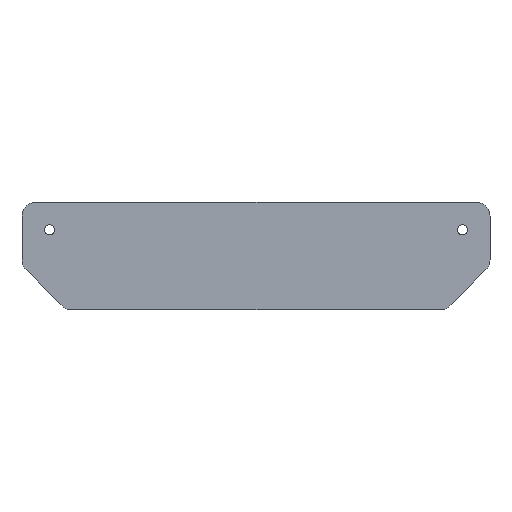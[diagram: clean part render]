
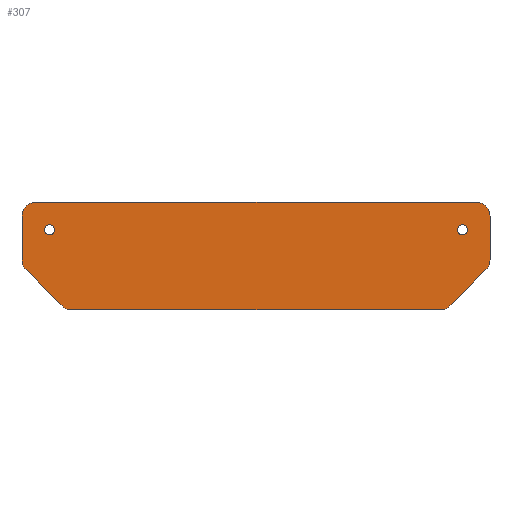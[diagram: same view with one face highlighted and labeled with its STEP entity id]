
A CAD part, top view. The second image highlights one B-rep face of the part: STEP entity #307.
In plain terms, the highlighted planar face has unit normal (0, 0, 1).
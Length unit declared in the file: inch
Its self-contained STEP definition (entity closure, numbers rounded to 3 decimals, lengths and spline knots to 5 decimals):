
#15=FACE_BOUND('',#58,.T.);
#16=FACE_BOUND('',#59,.T.);
#25=PLANE('',#353);
#41=FACE_OUTER_BOUND('',#57,.T.);
#57=EDGE_LOOP('',(#257,#258,#259,#260,#261,#262,#263,#264,#265,#266,#267,
#268));
#58=EDGE_LOOP('',(#269));
#59=EDGE_LOOP('',(#270));
#67=LINE('',#467,#93);
#71=LINE('',#479,#97);
#75=LINE('',#491,#101);
#79=LINE('',#503,#105);
#83=LINE('',#515,#109);
#87=LINE('',#527,#113);
#93=VECTOR('',#375,0.3937);
#97=VECTOR('',#387,0.3937);
#101=VECTOR('',#399,0.3937);
#105=VECTOR('',#411,0.3937);
#109=VECTOR('',#423,0.3937);
#113=VECTOR('',#435,0.3937);
#115=CIRCLE('',#324,0.0915);
#117=CIRCLE('',#327,0.0915);
#120=CIRCLE('',#332,0.25);
#122=CIRCLE('',#336,0.25);
#124=CIRCLE('',#340,0.25);
#126=CIRCLE('',#344,0.25);
#128=CIRCLE('',#348,0.25);
#130=CIRCLE('',#352,0.25);
#131=VERTEX_POINT('',#449);
#133=VERTEX_POINT('',#455);
#137=VERTEX_POINT('',#464);
#138=VERTEX_POINT('',#466);
#140=VERTEX_POINT('',#472);
#142=VERTEX_POINT('',#478);
#144=VERTEX_POINT('',#484);
#146=VERTEX_POINT('',#490);
#148=VERTEX_POINT('',#496);
#150=VERTEX_POINT('',#502);
#152=VERTEX_POINT('',#508);
#154=VERTEX_POINT('',#514);
#156=VERTEX_POINT('',#520);
#158=VERTEX_POINT('',#526);
#159=EDGE_CURVE('',#131,#131,#115,.T.);
#162=EDGE_CURVE('',#133,#133,#117,.T.);
#167=EDGE_CURVE('',#138,#137,#67,.T.);
#170=EDGE_CURVE('',#140,#138,#120,.T.);
#173=EDGE_CURVE('',#142,#140,#71,.T.);
#176=EDGE_CURVE('',#144,#142,#122,.T.);
#179=EDGE_CURVE('',#146,#144,#75,.T.);
#182=EDGE_CURVE('',#148,#146,#124,.T.);
#185=EDGE_CURVE('',#150,#148,#79,.T.);
#188=EDGE_CURVE('',#152,#150,#126,.T.);
#191=EDGE_CURVE('',#154,#152,#83,.T.);
#194=EDGE_CURVE('',#156,#154,#128,.T.);
#197=EDGE_CURVE('',#158,#156,#87,.T.);
#200=EDGE_CURVE('',#137,#158,#130,.T.);
#257=ORIENTED_EDGE('',*,*,#200,.T.);
#258=ORIENTED_EDGE('',*,*,#197,.T.);
#259=ORIENTED_EDGE('',*,*,#194,.T.);
#260=ORIENTED_EDGE('',*,*,#191,.T.);
#261=ORIENTED_EDGE('',*,*,#188,.T.);
#262=ORIENTED_EDGE('',*,*,#185,.T.);
#263=ORIENTED_EDGE('',*,*,#182,.T.);
#264=ORIENTED_EDGE('',*,*,#179,.T.);
#265=ORIENTED_EDGE('',*,*,#176,.T.);
#266=ORIENTED_EDGE('',*,*,#173,.T.);
#267=ORIENTED_EDGE('',*,*,#170,.T.);
#268=ORIENTED_EDGE('',*,*,#167,.T.);
#269=ORIENTED_EDGE('',*,*,#162,.T.);
#270=ORIENTED_EDGE('',*,*,#159,.T.);
#307=ADVANCED_FACE('',(#41,#15,#16),#25,.T.);
#324=AXIS2_PLACEMENT_3D('',#450,#359,#360);
#327=AXIS2_PLACEMENT_3D('',#456,#366,#367);
#332=AXIS2_PLACEMENT_3D('',#473,#381,#382);
#336=AXIS2_PLACEMENT_3D('',#485,#393,#394);
#340=AXIS2_PLACEMENT_3D('',#497,#405,#406);
#344=AXIS2_PLACEMENT_3D('',#509,#417,#418);
#348=AXIS2_PLACEMENT_3D('',#521,#429,#430);
#352=AXIS2_PLACEMENT_3D('',#531,#441,#442);
#353=AXIS2_PLACEMENT_3D('',#532,#443,#444);
#359=DIRECTION('center_axis',(0.,0.,-1.));
#360=DIRECTION('ref_axis',(1.,0.,0.));
#366=DIRECTION('center_axis',(0.,0.,-1.));
#367=DIRECTION('ref_axis',(1.,0.,0.));
#375=DIRECTION('',(0.,-1.,0.));
#381=DIRECTION('center_axis',(0.,0.,1.));
#382=DIRECTION('ref_axis',(0.,1.,0.));
#387=DIRECTION('',(-1.,0.,0.));
#393=DIRECTION('center_axis',(0.,0.,1.));
#394=DIRECTION('ref_axis',(1.,0.,0.));
#399=DIRECTION('',(0.,1.,0.));
#405=DIRECTION('center_axis',(0.,0.,1.));
#406=DIRECTION('ref_axis',(0.707,-0.707,0.));
#411=DIRECTION('',(0.707,0.707,0.));
#417=DIRECTION('center_axis',(0.,0.,1.));
#418=DIRECTION('ref_axis',(0.,-1.,0.));
#423=DIRECTION('',(1.,0.,0.));
#429=DIRECTION('center_axis',(0.,0.,1.));
#430=DIRECTION('ref_axis',(-0.707,-0.707,0.));
#435=DIRECTION('',(0.707,-0.707,0.));
#441=DIRECTION('center_axis',(0.,0.,1.));
#442=DIRECTION('ref_axis',(-1.,0.,0.));
#443=DIRECTION('center_axis',(0.,0.,1.));
#444=DIRECTION('ref_axis',(1.,0.,0.));
#449=CARTESIAN_POINT('',(3.05142,0.33053,0.0625));
#450=CARTESIAN_POINT('Origin',(3.14292,0.33053,0.0625));
#455=CARTESIAN_POINT('',(10.55142,0.33053,0.0625));
#456=CARTESIAN_POINT('Origin',(10.64292,0.33053,0.0625));
#464=CARTESIAN_POINT('',(2.64292,-0.21592,0.0625));
#466=CARTESIAN_POINT('',(2.64292,0.58053,0.0625));
#467=CARTESIAN_POINT('',(2.64292,-0.21592,0.0625));
#472=CARTESIAN_POINT('',(2.89292,0.83053,0.0625));
#473=CARTESIAN_POINT('Origin',(2.89292,0.58053,0.0625));
#478=CARTESIAN_POINT('',(10.89292,0.83053,0.0625));
#479=CARTESIAN_POINT('',(2.89292,0.83053,0.0625));
#484=CARTESIAN_POINT('',(11.14292,0.58053,0.0625));
#485=CARTESIAN_POINT('Origin',(10.89292,0.58053,0.0625));
#490=CARTESIAN_POINT('',(11.14292,-0.21592,0.0625));
#491=CARTESIAN_POINT('',(11.14292,-0.21592,0.0625));
#496=CARTESIAN_POINT('',(11.0697,-0.39269,0.0625));
#497=CARTESIAN_POINT('Origin',(10.89292,-0.21592,0.0625));
#502=CARTESIAN_POINT('',(10.41615,-1.04625,0.0625));
#503=CARTESIAN_POINT('',(10.41615,-1.04625,0.0625));
#508=CARTESIAN_POINT('',(10.23937,-1.11947,0.0625));
#509=CARTESIAN_POINT('Origin',(10.23937,-0.86947,0.0625));
#514=CARTESIAN_POINT('',(3.54647,-1.11947,0.0625));
#515=CARTESIAN_POINT('',(3.54647,-1.11947,0.0625));
#520=CARTESIAN_POINT('',(3.3697,-1.04625,0.0625));
#521=CARTESIAN_POINT('Origin',(3.54647,-0.86947,0.0625));
#526=CARTESIAN_POINT('',(2.71614,-0.39269,0.0625));
#527=CARTESIAN_POINT('',(3.3697,-1.04625,0.0625));
#531=CARTESIAN_POINT('Origin',(2.89292,-0.21592,0.0625));
#532=CARTESIAN_POINT('Origin',(6.89292,-0.14447,0.0625));
